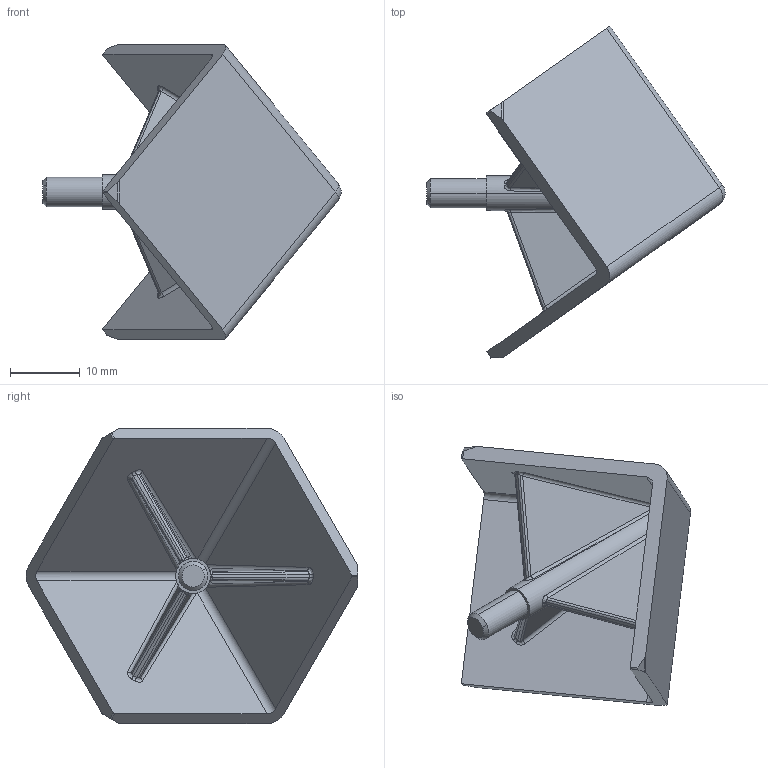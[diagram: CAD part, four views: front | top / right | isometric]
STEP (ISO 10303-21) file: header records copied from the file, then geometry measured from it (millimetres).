
FILE_DESCRIPTION(('STEP AP214'),'1');
FILE_NAME('fath_093wea301a.stp','2017-10-09T07:58:16',('TraceParts'),('TraceParts S.A.'),'Spatial InterOp 3D',' ',' ');
FILE_SCHEMA(('automotive_design'));
Length unit declared in the file: millimetre
Products named in the file (1): fath_093wea301a
Bounding box: 42.82 x 47.69 x 42.43 mm (x, y, z)
Volume: 6650.1 mm3; surface area: 6710.6 mm2
Topology: 1 solids, 1 shells, 90 faces, 235 edges, 147 vertices
Faces by surface type: cylinder 37, bspline 27, plane 23, cone 2, sphere 1
Entity records: 3987 total; most frequent: CARTESIAN_POINT 1369, ORIENTED_EDGE 468, DIRECTION 316, EDGE_CURVE 234, VERTEX_POINT 147, AXIS2_PLACEMENT_3D 116, STYLED_ITEM 91, PRESENTATION_STYLE_ASSIGNMENT 91
